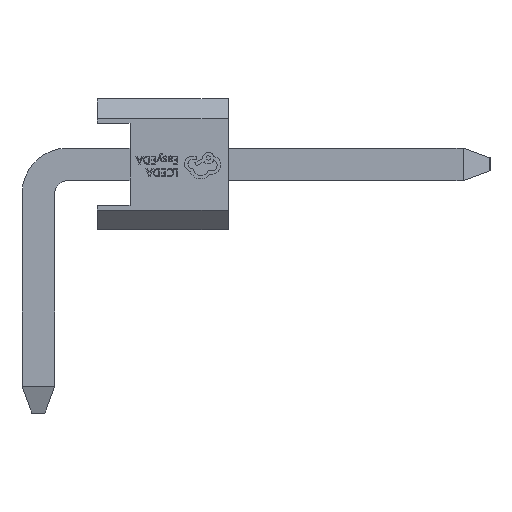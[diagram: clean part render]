
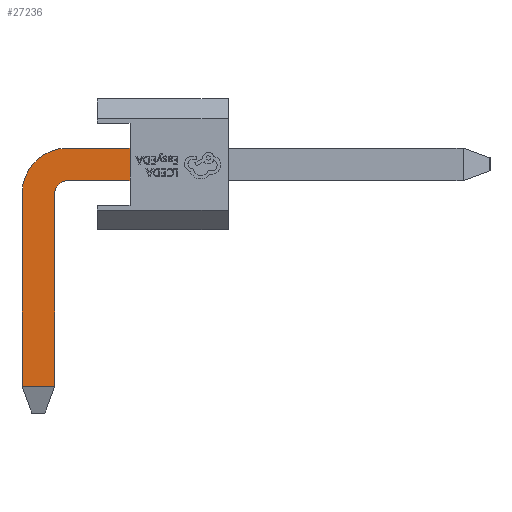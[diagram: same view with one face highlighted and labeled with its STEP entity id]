
A CAD part, left-side view. The second image highlights one B-rep face of the part: STEP entity #27236.
In plain terms, the highlighted planar face has unit normal (-1, 0, 0).
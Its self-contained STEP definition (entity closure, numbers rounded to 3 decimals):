
#15 = VERTEX_POINT ( 'NONE', #7573 ) ;
#715 = EDGE_CURVE ( 'NONE', #15, #7991, #10537, .T. ) ;
#1055 = CARTESIAN_POINT ( 'NONE',  ( -11.25, 1.15, -0.45 ) ) ;
#1057 = CARTESIAN_POINT ( 'NONE',  ( -11.25, 0.45, -0.25 ) ) ;
#1825 = EDGE_CURVE ( 'NONE', #9471, #7991, #31292, .T. ) ;
#2266 = VECTOR ( 'NONE', #15714, 1000. ) ;
#2542 = ORIENTED_EDGE ( 'NONE', *, *, #1825, .F. ) ;
#3817 = CARTESIAN_POINT ( 'NONE',  ( -11.25, 0.45, 0.25 ) ) ;
#5644 = CARTESIAN_POINT ( 'NONE',  ( -11.25, 0.65, -3.388 ) ) ;
#5844 = VECTOR ( 'NONE', #18353, 1000. ) ;
#6210 = ORIENTED_EDGE ( 'NONE', *, *, #20733, .F. ) ;
#6539 = ORIENTED_EDGE ( 'NONE', *, *, #715, .T. ) ;
#6735 = VERTEX_POINT ( 'NONE', #16878 ) ;
#6866 = ORIENTED_EDGE ( 'NONE', *, *, #14045, .F. ) ;
#7069 = CARTESIAN_POINT ( 'NONE',  ( -11.25, -0.5, -0.625 ) ) ;
#7573 = CARTESIAN_POINT ( 'NONE',  ( -11.25, 1.15, -3.388 ) ) ;
#7849 = AXIS2_PLACEMENT_3D ( 'NONE', #29323, #22252, #21914 ) ;
#7991 = VERTEX_POINT ( 'NONE', #19558 ) ;
#8775 = LINE ( 'NONE', #11694, #15858 ) ;
#8879 = CARTESIAN_POINT ( 'NONE',  ( -11.25, 0.65, -0.45 ) ) ;
#9471 = VERTEX_POINT ( 'NONE', #8879 ) ;
#9588 = LINE ( 'NONE', #7069, #29474 ) ;
#9690 = VERTEX_POINT ( 'NONE', #10760 ) ;
#10537 = LINE ( 'NONE', #5644, #5844 ) ;
#10682 = VERTEX_POINT ( 'NONE', #3817 ) ;
#10760 = CARTESIAN_POINT ( 'NONE',  ( -11.25, -0.5, 0.25 ) ) ;
#11694 = CARTESIAN_POINT ( 'NONE',  ( -11.25, -6., -0.25 ) ) ;
#12486 = LINE ( 'NONE', #15011, #31747 ) ;
#12741 = CIRCLE ( 'NONE', #7849, 0.7 ) ;
#13478 = EDGE_CURVE ( 'NONE', #13902, #15, #12486, .T. ) ;
#13629 = FACE_OUTER_BOUND ( 'NONE', #17797, .T. ) ;
#13902 = VERTEX_POINT ( 'NONE', #1055 ) ;
#14045 = EDGE_CURVE ( 'NONE', #19490, #9471, #25205, .T. ) ;
#14421 = EDGE_CURVE ( 'NONE', #9690, #10682, #25505, .T. ) ;
#15011 = CARTESIAN_POINT ( 'NONE',  ( -11.25, 1.15, -0.45 ) ) ;
#15714 = DIRECTION ( 'NONE',  ( 0., 0., -1. ) ) ;
#15858 = VECTOR ( 'NONE', #29430, 1000. ) ;
#16125 = ORIENTED_EDGE ( 'NONE', *, *, #25892, .T. ) ;
#16216 = CARTESIAN_POINT ( 'NONE',  ( -11.25, 0.45, -0.45 ) ) ;
#16878 = CARTESIAN_POINT ( 'NONE',  ( -11.25, -0.5, -0.25 ) ) ;
#17797 = EDGE_LOOP ( 'NONE', ( #19059, #6539, #2542, #6866, #6210, #16125, #25245, #28279 ) ) ;
#18353 = DIRECTION ( 'NONE',  ( 0., -1., 0. ) ) ;
#18753 = VECTOR ( 'NONE', #25341, 1000. ) ;
#19059 = ORIENTED_EDGE ( 'NONE', *, *, #13478, .T. ) ;
#19490 = VERTEX_POINT ( 'NONE', #1057 ) ;
#19558 = CARTESIAN_POINT ( 'NONE',  ( -11.25, 0.65, -3.388 ) ) ;
#20326 = AXIS2_PLACEMENT_3D ( 'NONE', #16216, #25888, #31288 ) ;
#20495 = CARTESIAN_POINT ( 'NONE',  ( -11.25, 0.65, -0.45 ) ) ;
#20733 = EDGE_CURVE ( 'NONE', #6735, #19490, #8775, .T. ) ;
#21737 = DIRECTION ( 'NONE',  ( 1., 0., 0. ) ) ;
#21914 = DIRECTION ( 'NONE',  ( 0., 1., 0. ) ) ;
#22252 = DIRECTION ( 'NONE',  ( -1., 0., 0. ) ) ;
#23935 = PLANE ( 'NONE',  #28528 ) ;
#25168 = EDGE_CURVE ( 'NONE', #10682, #13902, #12741, .T. ) ;
#25205 = CIRCLE ( 'NONE', #20326, 0.2 ) ;
#25245 = ORIENTED_EDGE ( 'NONE', *, *, #14421, .T. ) ;
#25341 = DIRECTION ( 'NONE',  ( 0., 1., 0. ) ) ;
#25505 = LINE ( 'NONE', #28348, #18753 ) ;
#25888 = DIRECTION ( 'NONE',  ( -1., 0., 0. ) ) ;
#25892 = EDGE_CURVE ( 'NONE', #6735, #9690, #9588, .T. ) ;
#26963 = CARTESIAN_POINT ( 'NONE',  ( -11.25, 0.45, -0.45 ) ) ;
#27236 = ADVANCED_FACE ( 'NONE', ( #13629 ), #23935, .F. ) ;
#27685 = DIRECTION ( 'NONE',  ( 0., 0., -1. ) ) ;
#28279 = ORIENTED_EDGE ( 'NONE', *, *, #25168, .T. ) ;
#28348 = CARTESIAN_POINT ( 'NONE',  ( -11.25, -6., 0.25 ) ) ;
#28528 = AXIS2_PLACEMENT_3D ( 'NONE', #26963, #21737, #32034 ) ;
#29323 = CARTESIAN_POINT ( 'NONE',  ( -11.25, 0.45, -0.45 ) ) ;
#29430 = DIRECTION ( 'NONE',  ( 0., 1., 0. ) ) ;
#29474 = VECTOR ( 'NONE', #30414, 1000. ) ;
#30414 = DIRECTION ( 'NONE',  ( 0., 0., 1. ) ) ;
#31288 = DIRECTION ( 'NONE',  ( 0., -1., 0. ) ) ;
#31292 = LINE ( 'NONE', #20495, #2266 ) ;
#31747 = VECTOR ( 'NONE', #27685, 1000. ) ;
#32034 = DIRECTION ( 'NONE',  ( 0., 1., 0. ) ) ;
